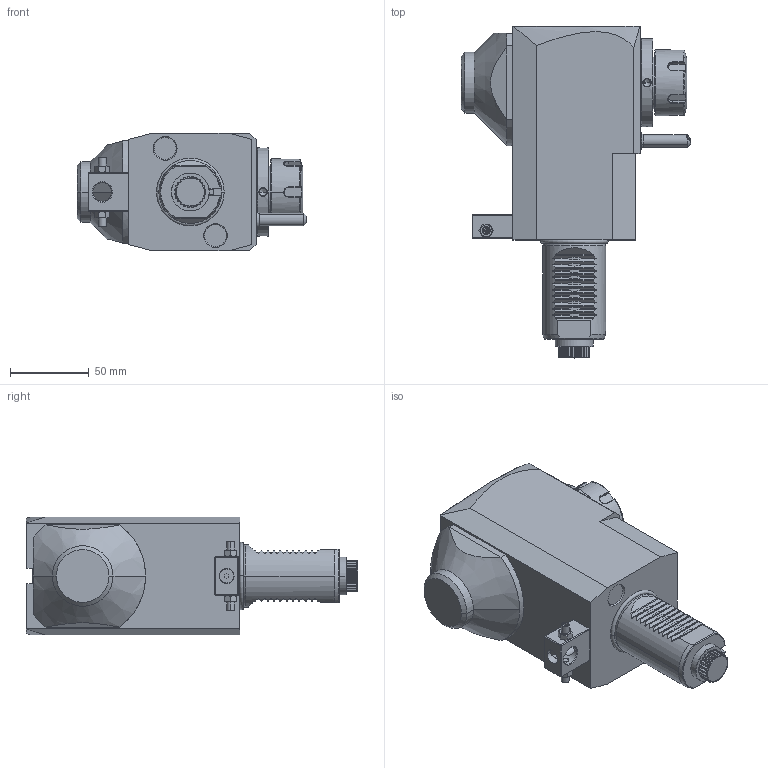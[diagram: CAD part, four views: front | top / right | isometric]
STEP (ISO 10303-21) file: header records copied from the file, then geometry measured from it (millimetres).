
FILE_DESCRIPTION((''),'2;1');
FILE_NAME('NGT1_40_231_25_3_3_100','2023-01-26T',('vali'),('NOVA GRUP'),'PRO/ENGINEER BY PARAMETRIC TECHNOLOGY CORPORATION, 2010280','PRO/ENGINEER BY PARAMETRIC TECHNOLOGY CORPORATION, 2010280','');
FILE_SCHEMA(('CONFIG_CONTROL_DESIGN'));
Length unit declared in the file: millimetre
Products named in the file (1): NGT1_40_231_25_3_3_100
Bounding box: 146.14 x 211 x 75 mm (x, y, z)
Volume: 1007704.9 mm3; surface area: 78195.2 mm2
Topology: 1 solids, 1 shells, 639 faces, 1732 edges, 1100 vertices
Faces by surface type: cylinder 233, plane 229, cone 102, bspline 56, torus 15, extrusion 2, sphere 2
Entity records: 28677 total; most frequent: CARTESIAN_POINT 13776, ORIENTED_EDGE 3424, DIRECTION 2606, EDGE_CURVE 1712, VERTEX_POINT 1100, AXIS2_PLACEMENT_3D 921, VECTOR 764, LINE 762
